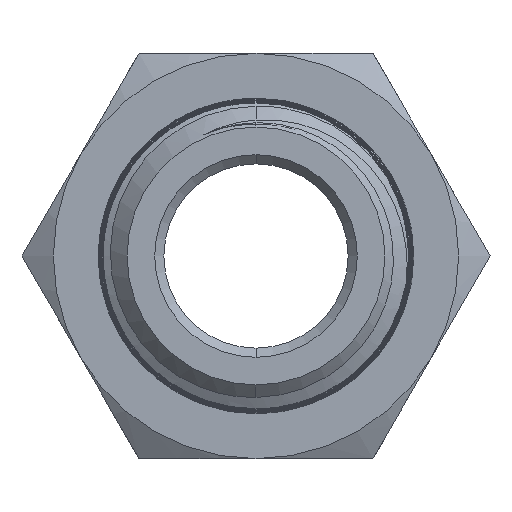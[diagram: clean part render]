
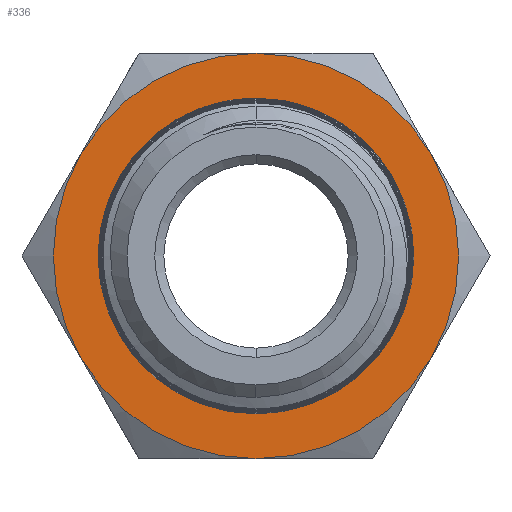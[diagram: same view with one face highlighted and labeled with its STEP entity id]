
A CAD part, front view. The second image highlights one B-rep face of the part: STEP entity #336.
In plain terms, the highlighted planar face has unit normal (0, -1, 0).
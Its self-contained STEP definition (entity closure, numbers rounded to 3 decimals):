
#336 = ADVANCED_FACE ( 'NONE', ( #49450, #13442 ), #36294, .F. ) ;
#359 = CARTESIAN_POINT ( 'NONE',  ( 0., 0., -8.57 ) ) ;
#1256 = AXIS2_PLACEMENT_3D ( 'NONE', #11682, #42121, #16034 ) ;
#1761 = CARTESIAN_POINT ( 'NONE',  ( 0., 0., 0. ) ) ;
#2102 = CARTESIAN_POINT ( 'NONE',  ( 0., 0., 0. ) ) ;
#2983 = AXIS2_PLACEMENT_3D ( 'NONE', #51639, #25612, #56006 ) ;
#3094 = ORIENTED_EDGE ( 'NONE', *, *, #40363, .F. ) ;
#3380 = DIRECTION ( 'NONE',  ( 0., 0., 1. ) ) ;
#3674 = CARTESIAN_POINT ( 'NONE',  ( 0., 0., 0. ) ) ;
#3698 = EDGE_LOOP ( 'NONE', ( #8773, #5440, #50964, #43157, #21802, #7591 ) ) ;
#3998 = VERTEX_POINT ( 'NONE', #32683 ) ;
#5440 = ORIENTED_EDGE ( 'NONE', *, *, #51275, .F. ) ;
#6078 = CARTESIAN_POINT ( 'NONE',  ( 0., 0., -11. ) ) ;
#6108 = DIRECTION ( 'NONE',  ( 0., 0., 1. ) ) ;
#6438 = DIRECTION ( 'NONE',  ( 0., 0., 1. ) ) ;
#6684 = CARTESIAN_POINT ( 'NONE',  ( -9.526, 0., -5.5 ) ) ;
#7036 = AXIS2_PLACEMENT_3D ( 'NONE', #14533, #44978, #18919 ) ;
#7591 = ORIENTED_EDGE ( 'NONE', *, *, #21873, .F. ) ;
#8574 = AXIS2_PLACEMENT_3D ( 'NONE', #34795, #8766, #39181 ) ;
#8766 = DIRECTION ( 'NONE',  ( 0., 1., 0. ) ) ;
#8773 = ORIENTED_EDGE ( 'NONE', *, *, #45097, .F. ) ;
#11551 = CARTESIAN_POINT ( 'NONE',  ( -9.526, 0., 5.5 ) ) ;
#11682 = CARTESIAN_POINT ( 'NONE',  ( 0., 0., 0. ) ) ;
#11919 = CIRCLE ( 'NONE', #17840, 11. ) ;
#13442 = FACE_OUTER_BOUND ( 'NONE', #3698, .T. ) ;
#14420 = EDGE_CURVE ( 'NONE', #21167, #18437, #16883, .T. ) ;
#14533 = CARTESIAN_POINT ( 'NONE',  ( 0., 0., 0. ) ) ;
#16034 = DIRECTION ( 'NONE',  ( 0., 0., 1. ) ) ;
#16883 = CIRCLE ( 'NONE', #42444, 11. ) ;
#17840 = AXIS2_PLACEMENT_3D ( 'NONE', #55409, #29383, #3380 ) ;
#18437 = VERTEX_POINT ( 'NONE', #43979 ) ;
#18919 = DIRECTION ( 'NONE',  ( 0., 0., 1. ) ) ;
#19319 = AXIS2_PLACEMENT_3D ( 'NONE', #3674, #38995, #34634 ) ;
#19349 = EDGE_CURVE ( 'NONE', #48049, #21167, #47373, .T. ) ;
#20557 = DIRECTION ( 'NONE',  ( 0., 1., 0. ) ) ;
#21167 = VERTEX_POINT ( 'NONE', #11551 ) ;
#21802 = ORIENTED_EDGE ( 'NONE', *, *, #19349, .F. ) ;
#21873 = EDGE_CURVE ( 'NONE', #35009, #48049, #47314, .T. ) ;
#24413 = ORIENTED_EDGE ( 'NONE', *, *, #56074, .F. ) ;
#25612 = DIRECTION ( 'NONE',  ( 0., -1., 0. ) ) ;
#26876 = CIRCLE ( 'NONE', #8574, 11. ) ;
#29383 = DIRECTION ( 'NONE',  ( 0., 1., 0. ) ) ;
#32137 = DIRECTION ( 'NONE',  ( 0., 1., 0. ) ) ;
#32496 = DIRECTION ( 'NONE',  ( 0., -1., 0. ) ) ;
#32508 = VERTEX_POINT ( 'NONE', #359 ) ;
#32683 = CARTESIAN_POINT ( 'NONE',  ( 0., 0., 8.57 ) ) ;
#34634 = DIRECTION ( 'NONE',  ( 0., 0., 1. ) ) ;
#34795 = CARTESIAN_POINT ( 'NONE',  ( 0., 0., 0. ) ) ;
#34926 = VERTEX_POINT ( 'NONE', #53402 ) ;
#35009 = VERTEX_POINT ( 'NONE', #6078 ) ;
#36294 = PLANE ( 'NONE',  #19319 ) ;
#36462 = CIRCLE ( 'NONE', #1256, 11. ) ;
#38428 = CIRCLE ( 'NONE', #51411, 8.57 ) ;
#38898 = VERTEX_POINT ( 'NONE', #51528 ) ;
#38995 = DIRECTION ( 'NONE',  ( 0., 1., 0. ) ) ;
#39181 = DIRECTION ( 'NONE',  ( 0., 0., 1. ) ) ;
#39459 = AXIS2_PLACEMENT_3D ( 'NONE', #46592, #20557, #50963 ) ;
#40363 = EDGE_CURVE ( 'NONE', #32508, #3998, #55254, .T. ) ;
#42121 = DIRECTION ( 'NONE',  ( 0., 1., 0. ) ) ;
#42444 = AXIS2_PLACEMENT_3D ( 'NONE', #1761, #32137, #6108 ) ;
#43157 = ORIENTED_EDGE ( 'NONE', *, *, #14420, .F. ) ;
#43979 = CARTESIAN_POINT ( 'NONE',  ( 0., 0., 11. ) ) ;
#44978 = DIRECTION ( 'NONE',  ( 0., 1., 0. ) ) ;
#45097 = EDGE_CURVE ( 'NONE', #34926, #35009, #36462, .T. ) ;
#46592 = CARTESIAN_POINT ( 'NONE',  ( 0., 0., 0. ) ) ;
#47314 = CIRCLE ( 'NONE', #7036, 11. ) ;
#47373 = CIRCLE ( 'NONE', #39459, 11. ) ;
#48049 = VERTEX_POINT ( 'NONE', #6684 ) ;
#48832 = EDGE_CURVE ( 'NONE', #18437, #38898, #26876, .T. ) ;
#49450 = FACE_BOUND ( 'NONE', #51185, .T. ) ;
#50963 = DIRECTION ( 'NONE',  ( 0., 0., 1. ) ) ;
#50964 = ORIENTED_EDGE ( 'NONE', *, *, #48832, .F. ) ;
#51185 = EDGE_LOOP ( 'NONE', ( #24413, #3094 ) ) ;
#51275 = EDGE_CURVE ( 'NONE', #38898, #34926, #11919, .T. ) ;
#51411 = AXIS2_PLACEMENT_3D ( 'NONE', #2102, #32496, #6438 ) ;
#51528 = CARTESIAN_POINT ( 'NONE',  ( 9.526, 0., 5.5 ) ) ;
#51639 = CARTESIAN_POINT ( 'NONE',  ( 0., 0., 0. ) ) ;
#53402 = CARTESIAN_POINT ( 'NONE',  ( 9.526, 0., -5.5 ) ) ;
#55254 = CIRCLE ( 'NONE', #2983, 8.57 ) ;
#55409 = CARTESIAN_POINT ( 'NONE',  ( 0., 0., 0. ) ) ;
#56006 = DIRECTION ( 'NONE',  ( 0., 0., 1. ) ) ;
#56074 = EDGE_CURVE ( 'NONE', #3998, #32508, #38428, .T. ) ;
